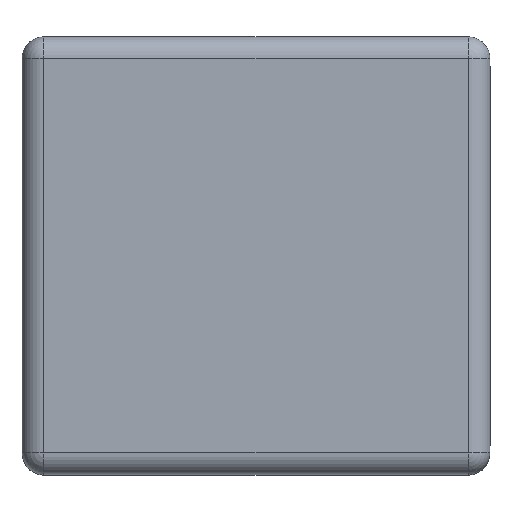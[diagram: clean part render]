
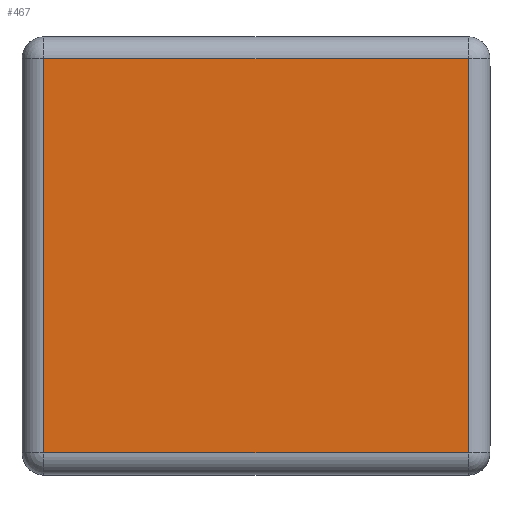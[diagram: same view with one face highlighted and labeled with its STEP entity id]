
A CAD part, top view. The second image highlights one B-rep face of the part: STEP entity #467.
In plain terms, the highlighted planar face has unit normal (0, 0, 1).
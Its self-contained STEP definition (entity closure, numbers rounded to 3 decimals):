
#185 = VERTEX_POINT('',#186);
#186 = CARTESIAN_POINT('',(-10.65,-9.9,12.6));
#193 = EDGE_CURVE('',#185,#194,#196,.T.);
#194 = VERTEX_POINT('',#195);
#195 = CARTESIAN_POINT('',(-10.65,9.9,12.6));
#196 = LINE('',#197,#198);
#197 = CARTESIAN_POINT('',(-10.65,-9.9,12.6));
#198 = VECTOR('',#199,1.);
#199 = DIRECTION('',(0.,1.,0.));
#467 = ADVANCED_FACE('',(#468),#493,.T.);
#468 = FACE_BOUND('',#469,.T.);
#469 = EDGE_LOOP('',(#470,#471,#479,#487));
#470 = ORIENTED_EDGE('',*,*,#193,.F.);
#471 = ORIENTED_EDGE('',*,*,#472,.F.);
#472 = EDGE_CURVE('',#473,#185,#475,.T.);
#473 = VERTEX_POINT('',#474);
#474 = CARTESIAN_POINT('',(10.65,-9.9,12.6));
#475 = LINE('',#476,#477);
#476 = CARTESIAN_POINT('',(10.65,-9.9,12.6));
#477 = VECTOR('',#478,1.);
#478 = DIRECTION('',(-1.,-0.,-0.));
#479 = ORIENTED_EDGE('',*,*,#480,.F.);
#480 = EDGE_CURVE('',#481,#473,#483,.T.);
#481 = VERTEX_POINT('',#482);
#482 = CARTESIAN_POINT('',(10.65,9.9,12.6));
#483 = LINE('',#484,#485);
#484 = CARTESIAN_POINT('',(10.65,9.9,12.6));
#485 = VECTOR('',#486,1.);
#486 = DIRECTION('',(-0.,-1.,-0.));
#487 = ORIENTED_EDGE('',*,*,#488,.F.);
#488 = EDGE_CURVE('',#194,#481,#489,.T.);
#489 = LINE('',#490,#491);
#490 = CARTESIAN_POINT('',(-10.65,9.9,12.6));
#491 = VECTOR('',#492,1.);
#492 = DIRECTION('',(1.,0.,0.));
#493 = PLANE('',#494);
#494 = AXIS2_PLACEMENT_3D('',#495,#496,#497);
#495 = CARTESIAN_POINT('',(-11.75,-11.,12.6));
#496 = DIRECTION('',(0.,0.,1.));
#497 = DIRECTION('',(1.,0.,0.));
